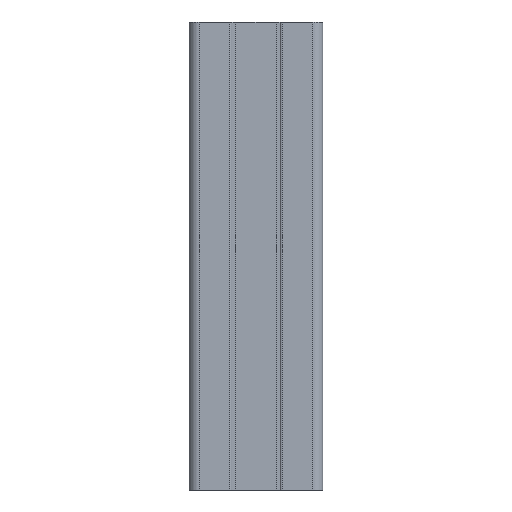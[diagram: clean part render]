
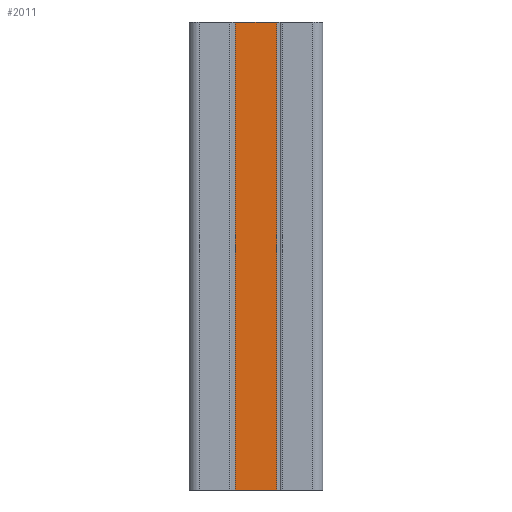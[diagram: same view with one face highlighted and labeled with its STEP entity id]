
A CAD part, front view. The second image highlights one B-rep face of the part: STEP entity #2011.
In plain terms, the highlighted planar face has unit normal (0, -1, 0).
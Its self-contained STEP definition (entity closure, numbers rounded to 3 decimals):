
#82 = CARTESIAN_POINT ( 'NONE',  ( 3.143, -3.85, 35. ) ) ;
#309 = CARTESIAN_POINT ( 'NONE',  ( 3.143, -3.85, 35. ) ) ;
#365 = ORIENTED_EDGE ( 'NONE', *, *, #4734, .T. ) ;
#381 = ORIENTED_EDGE ( 'NONE', *, *, #2842, .F. ) ;
#470 = VERTEX_POINT ( 'NONE', #3303 ) ;
#527 = VECTOR ( 'NONE', #1433, 1000. ) ;
#599 = VECTOR ( 'NONE', #2107, 1000. ) ;
#808 = CARTESIAN_POINT ( 'NONE',  ( 3.143, -3.85, 35. ) ) ;
#1130 = VERTEX_POINT ( 'NONE', #82 ) ;
#1315 = FACE_OUTER_BOUND ( 'NONE', #1578, .T. ) ;
#1410 = LINE ( 'NONE', #3592, #527 ) ;
#1431 = DIRECTION ( 'NONE',  ( 0., 0., 1. ) ) ;
#1433 = DIRECTION ( 'NONE',  ( 0., 0., -1. ) ) ;
#1453 = DIRECTION ( 'NONE',  ( 0., 1., 0. ) ) ;
#1578 = EDGE_LOOP ( 'NONE', ( #2557, #2062, #381, #365 ) ) ;
#1620 = CARTESIAN_POINT ( 'NONE',  ( 3.143, -3.85, 35. ) ) ;
#1891 = CARTESIAN_POINT ( 'NONE',  ( 3.143, -3.85, -35. ) ) ;
#1945 = DIRECTION ( 'NONE',  ( 0., 0., -1. ) ) ;
#2011 = ADVANCED_FACE ( 'NONE', ( #1315 ), #2762, .F. ) ;
#2062 = ORIENTED_EDGE ( 'NONE', *, *, #2465, .F. ) ;
#2107 = DIRECTION ( 'NONE',  ( 1., 0., 0. ) ) ;
#2450 = LINE ( 'NONE', #3588, #599 ) ;
#2465 = EDGE_CURVE ( 'NONE', #1130, #3796, #3767, .T. ) ;
#2557 = ORIENTED_EDGE ( 'NONE', *, *, #2784, .T. ) ;
#2762 = PLANE ( 'NONE',  #4561 ) ;
#2784 = EDGE_CURVE ( 'NONE', #4602, #3796, #2450, .T. ) ;
#2806 = VECTOR ( 'NONE', #3959, 1000. ) ;
#2842 = EDGE_CURVE ( 'NONE', #470, #1130, #3561, .T. ) ;
#3303 = CARTESIAN_POINT ( 'NONE',  ( -3.143, -3.85, 35. ) ) ;
#3561 = LINE ( 'NONE', #309, #2806 ) ;
#3588 = CARTESIAN_POINT ( 'NONE',  ( 3.143, -3.85, -35. ) ) ;
#3592 = CARTESIAN_POINT ( 'NONE',  ( -3.143, -3.85, 35. ) ) ;
#3633 = VECTOR ( 'NONE', #1945, 1000. ) ;
#3767 = LINE ( 'NONE', #1620, #3633 ) ;
#3796 = VERTEX_POINT ( 'NONE', #1891 ) ;
#3859 = CARTESIAN_POINT ( 'NONE',  ( -3.143, -3.85, -35. ) ) ;
#3959 = DIRECTION ( 'NONE',  ( 1., 0., 0. ) ) ;
#4561 = AXIS2_PLACEMENT_3D ( 'NONE', #808, #1453, #1431 ) ;
#4602 = VERTEX_POINT ( 'NONE', #3859 ) ;
#4734 = EDGE_CURVE ( 'NONE', #470, #4602, #1410, .T. ) ;
